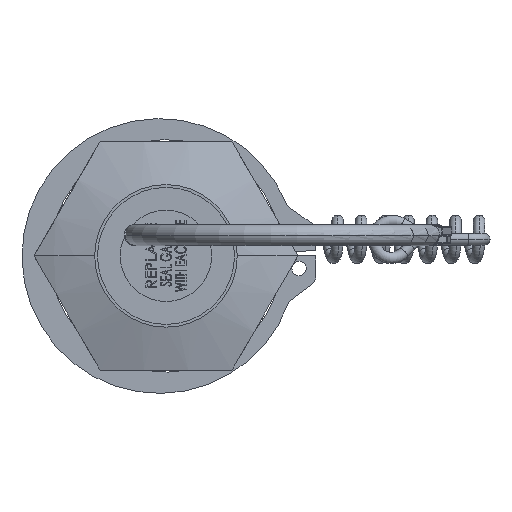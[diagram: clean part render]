
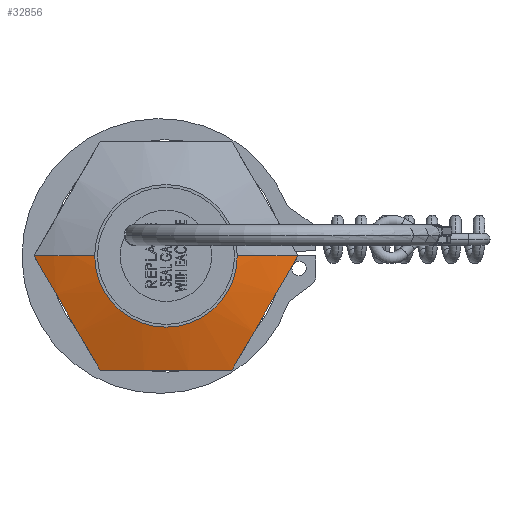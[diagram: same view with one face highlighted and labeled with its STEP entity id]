
A CAD part, left-side view. The second image highlights one B-rep face of the part: STEP entity #32856.
In plain terms, the highlighted spherical face has radius 50.8 mm.
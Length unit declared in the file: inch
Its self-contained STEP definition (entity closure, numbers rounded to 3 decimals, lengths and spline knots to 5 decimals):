
#619 = CIRCLE ( 'NONE', #5549, 2. ) ;
#2030 = DIRECTION ( 'NONE',  ( 1., 0., 0. ) ) ;
#2507 = CARTESIAN_POINT ( 'NONE',  ( 1.96161, 0., 0. ) ) ;
#2804 = EDGE_CURVE ( 'NONE', #31886, #16105, #619, .T. ) ;
#3120 = CARTESIAN_POINT ( 'NONE',  ( 0., -0.39, 0. ) ) ;
#3488 = ORIENTED_EDGE ( 'NONE', *, *, #15048, .T. ) ;
#4003 = VERTEX_POINT ( 'NONE', #8884 ) ;
#4407 = ORIENTED_EDGE ( 'NONE', *, *, #12947, .F. ) ;
#5549 = AXIS2_PLACEMENT_3D ( 'NONE', #26091, #20481, #2030 ) ;
#5630 = EDGE_CURVE ( 'NONE', #16105, #32544, #26433, .T. ) ;
#6915 = DIRECTION ( 'NONE',  ( 0., 0.5, 0.866 ) ) ;
#8382 = DIRECTION ( 'NONE',  ( 0., 1., 0. ) ) ;
#8445 = AXIS2_PLACEMENT_3D ( 'NONE', #2507, #23180, #8382 ) ;
#8884 = CARTESIAN_POINT ( 'NONE',  ( 0.09635, -0.72169, 0. ) ) ;
#9744 = CIRCLE ( 'NONE', #37539, 1.89984 ) ;
#10056 = CARTESIAN_POINT ( 'NONE',  ( 1.96161, 0.54127, -0.3125 ) ) ;
#10255 = EDGE_CURVE ( 'NONE', #4003, #24290, #15978, .T. ) ;
#10632 = DIRECTION ( 'NONE',  ( 0., -0.866, -0.5 ) ) ;
#12057 = ORIENTED_EDGE ( 'NONE', *, *, #2804, .F. ) ;
#12947 = EDGE_CURVE ( 'NONE', #37036, #31886, #9744, .T. ) ;
#13973 = EDGE_CURVE ( 'NONE', #24290, #37036, #23321, .T. ) ;
#14387 = CARTESIAN_POINT ( 'NONE',  ( 0., 0., 0. ) ) ;
#15048 = EDGE_CURVE ( 'NONE', #4003, #32544, #31742, .T. ) ;
#15978 = CIRCLE ( 'NONE', #18652, 1.89984 ) ;
#16105 = VERTEX_POINT ( 'NONE', #19817 ) ;
#16950 = DIRECTION ( 'NONE',  ( 0., 1., 0. ) ) ;
#17083 = DIRECTION ( 'NONE',  ( 0., 0., -1. ) ) ;
#17275 = DIRECTION ( 'NONE',  ( -1., 0., 0. ) ) ;
#18652 = AXIS2_PLACEMENT_3D ( 'NONE', #25534, #10632, #34083 ) ;
#19105 = ORIENTED_EDGE ( 'NONE', *, *, #10255, .F. ) ;
#19817 = CARTESIAN_POINT ( 'NONE',  ( 0., 0.39, 0. ) ) ;
#20481 = DIRECTION ( 'NONE',  ( 0., 0., 1. ) ) ;
#21618 = ORIENTED_EDGE ( 'NONE', *, *, #13973, .F. ) ;
#23180 = DIRECTION ( 'NONE',  ( 0., 0., -1. ) ) ;
#23321 = CIRCLE ( 'NONE', #38827, 1.89984 ) ;
#23378 = CARTESIAN_POINT ( 'NONE',  ( 0.09635, 0.72169, 0. ) ) ;
#23968 = FACE_OUTER_BOUND ( 'NONE', #34923, .T. ) ;
#24144 = DIRECTION ( 'NONE',  ( -1., 0., 0. ) ) ;
#24290 = VERTEX_POINT ( 'NONE', #30039 ) ;
#25534 = CARTESIAN_POINT ( 'NONE',  ( 1.96161, -0.54127, -0.3125 ) ) ;
#26086 = CARTESIAN_POINT ( 'NONE',  ( 1.96161, 0., 0. ) ) ;
#26091 = CARTESIAN_POINT ( 'NONE',  ( 1.96161, 0., 0. ) ) ;
#26433 = CIRCLE ( 'NONE', #33418, 0.39 ) ;
#27719 = SPHERICAL_SURFACE ( 'NONE', #28785, 2. ) ;
#28785 = AXIS2_PLACEMENT_3D ( 'NONE', #26086, #17083, #16950 ) ;
#28991 = ORIENTED_EDGE ( 'NONE', *, *, #5630, .F. ) ;
#29974 = CARTESIAN_POINT ( 'NONE',  ( 1.96161, 0., -0.625 ) ) ;
#30039 = CARTESIAN_POINT ( 'NONE',  ( 0.09635, -0.36084, -0.625 ) ) ;
#30467 = DIRECTION ( 'NONE',  ( 0., 0., -1. ) ) ;
#31048 = DIRECTION ( 'NONE',  ( 0., 0.866, -0.5 ) ) ;
#31742 = CIRCLE ( 'NONE', #8445, 2. ) ;
#31886 = VERTEX_POINT ( 'NONE', #23378 ) ;
#32544 = VERTEX_POINT ( 'NONE', #3120 ) ;
#32856 = ADVANCED_FACE ( 'NONE', ( #23968 ), #27719, .T. ) ;
#33418 = AXIS2_PLACEMENT_3D ( 'NONE', #14387, #17275, #38107 ) ;
#34083 = DIRECTION ( 'NONE',  ( 0., 0.5, -0.866 ) ) ;
#34923 = EDGE_LOOP ( 'NONE', ( #19105, #3488, #28991, #12057, #4407, #21618 ) ) ;
#37036 = VERTEX_POINT ( 'NONE', #38057 ) ;
#37539 = AXIS2_PLACEMENT_3D ( 'NONE', #10056, #31048, #6915 ) ;
#38057 = CARTESIAN_POINT ( 'NONE',  ( 0.09635, 0.36084, -0.625 ) ) ;
#38107 = DIRECTION ( 'NONE',  ( 0., 0., 1. ) ) ;
#38827 = AXIS2_PLACEMENT_3D ( 'NONE', #29974, #30467, #24144 ) ;
